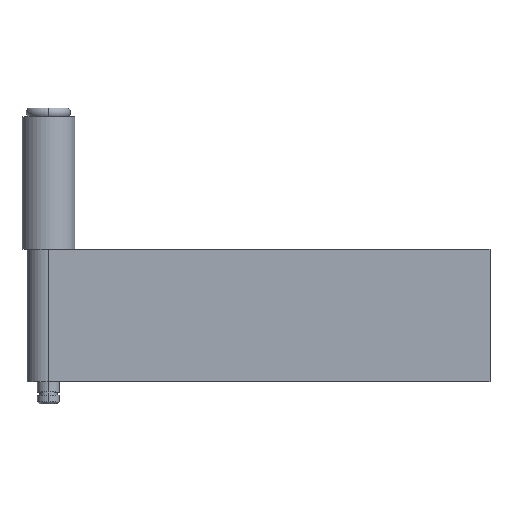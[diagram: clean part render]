
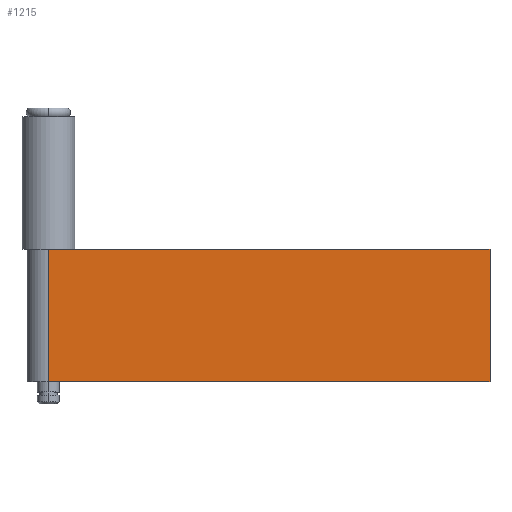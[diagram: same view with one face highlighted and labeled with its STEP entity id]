
A CAD part, top view. The second image highlights one B-rep face of the part: STEP entity #1215.
In plain terms, the highlighted face is planar.
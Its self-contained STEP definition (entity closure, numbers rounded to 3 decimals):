
#148 = CARTESIAN_POINT ( 'NONE',  ( 100., 4.85, 0. ) ) ;
#280 = DIRECTION ( 'NONE',  ( 0., 0., 1. ) ) ;
#281 = VECTOR ( 'NONE', #280, 1000. ) ;
#282 = CARTESIAN_POINT ( 'NONE',  ( 0., 4.85, -30. ) ) ;
#283 = LINE ( 'NONE', #282, #281 ) ;
#284 = CARTESIAN_POINT ( 'NONE',  ( 0., 4.85, 0. ) ) ;
#320 = CARTESIAN_POINT ( 'NONE',  ( 0., 4.85, -30. ) ) ;
#398 = DIRECTION ( 'NONE',  ( 0., 0., 1. ) ) ;
#399 = DIRECTION ( 'NONE',  ( 0., 1., 0. ) ) ;
#400 = CARTESIAN_POINT ( 'NONE',  ( 0., 4.85, -30. ) ) ;
#401 = AXIS2_PLACEMENT_3D ( 'NONE', #400, #399, #398 ) ;
#402 = PLANE ( 'NONE',  #401 ) ;
#403 = FACE_OUTER_BOUND ( 'NONE', #1251, .T. ) ;
#427 = DIRECTION ( 'NONE',  ( -1., 0., 0. ) ) ;
#428 = VECTOR ( 'NONE', #427, 1000. ) ;
#429 = CARTESIAN_POINT ( 'NONE',  ( 0., 4.85, -30. ) ) ;
#430 = LINE ( 'NONE', #429, #428 ) ;
#464 = CARTESIAN_POINT ( 'NONE',  ( 100., 4.85, -30. ) ) ;
#465 = DIRECTION ( 'NONE',  ( 0., 0., 1. ) ) ;
#466 = VECTOR ( 'NONE', #465, 1000. ) ;
#467 = CARTESIAN_POINT ( 'NONE',  ( 100., 4.85, -30. ) ) ;
#468 = LINE ( 'NONE', #467, #466 ) ;
#510 = DIRECTION ( 'NONE',  ( -1., 0., 0. ) ) ;
#511 = VECTOR ( 'NONE', #510, 1000. ) ;
#512 = CARTESIAN_POINT ( 'NONE',  ( 0., 4.85, 0. ) ) ;
#513 = LINE ( 'NONE', #512, #511 ) ;
#1064 = VERTEX_POINT ( 'NONE', #148 ) ;
#1128 = VERTEX_POINT ( 'NONE', #284 ) ;
#1130 = EDGE_CURVE ( 'NONE', #1185, #1128, #283, .T. ) ;
#1185 = VERTEX_POINT ( 'NONE', #320 ) ;
#1193 = ORIENTED_EDGE ( 'NONE', *, *, #1267, .F. ) ;
#1215 = ADVANCED_FACE ( 'NONE', ( #403 ), #402, .T. ) ;
#1246 = EDGE_CURVE ( 'NONE', #1270, #1185, #430, .T. ) ;
#1251 = EDGE_LOOP ( 'NONE', ( #1316, #1193, #1269, #1307 ) ) ;
#1267 = EDGE_CURVE ( 'NONE', #1270, #1064, #468, .T. ) ;
#1269 = ORIENTED_EDGE ( 'NONE', *, *, #1246, .T. ) ;
#1270 = VERTEX_POINT ( 'NONE', #464 ) ;
#1307 = ORIENTED_EDGE ( 'NONE', *, *, #1130, .T. ) ;
#1316 = ORIENTED_EDGE ( 'NONE', *, *, #1325, .F. ) ;
#1325 = EDGE_CURVE ( 'NONE', #1064, #1128, #513, .T. ) ;
